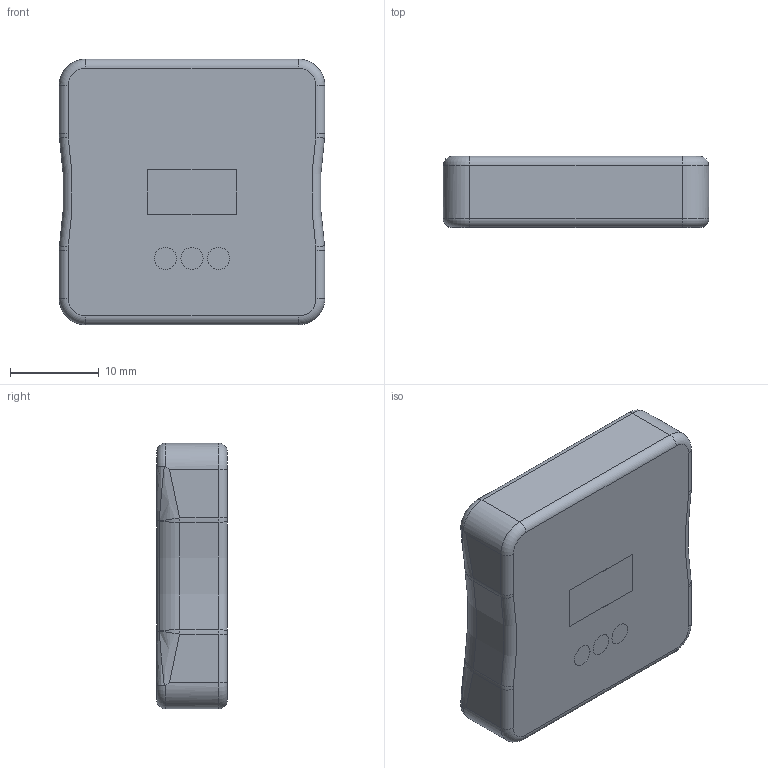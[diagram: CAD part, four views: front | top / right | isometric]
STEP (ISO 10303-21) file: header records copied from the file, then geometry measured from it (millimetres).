
FILE_DESCRIPTION(/* description */ (''),/* implementation_level */ '2;1');
FILE_NAME(/* name */ 'Base_Template.step',/* time_stamp */ '2025-08-13T00:20:15+02:00',/* author */ (''),/* organization */ (''),/* preprocessor_version */ 'ST-DEVELOPER v20.1',/* originating_system */ 'Autodesk Translation Framework v14.4.0.0',/* authorisation */ '');
FILE_SCHEMA (('AUTOMOTIVE_DESIGN { 1 0 10303 214 3 1 1 }'));
Length unit declared in the file: millimetre
Products named in the file (1): Base_Solid
Bounding box: 30 x 8 x 30 mm (x, y, z)
Volume: 6961.2 mm3; surface area: 2568.7 mm2
Topology: 1 solids, 1 shells, 103 faces, 246 edges, 150 vertices
Faces by surface type: plane 34, cylinder 32, torus 19, bspline 10, sphere 6, cone 2
Full cylindrical faces by diameter (mm): 2 x1, 2.5 x3
Entity records: 3383 total; most frequent: CARTESIAN_POINT 990, DIRECTION 509, ORIENTED_EDGE 492, EDGE_CURVE 246, AXIS2_PLACEMENT_3D 205, VERTEX_POINT 150, EDGE_LOOP 108, FACE_OUTER_BOUND 103
